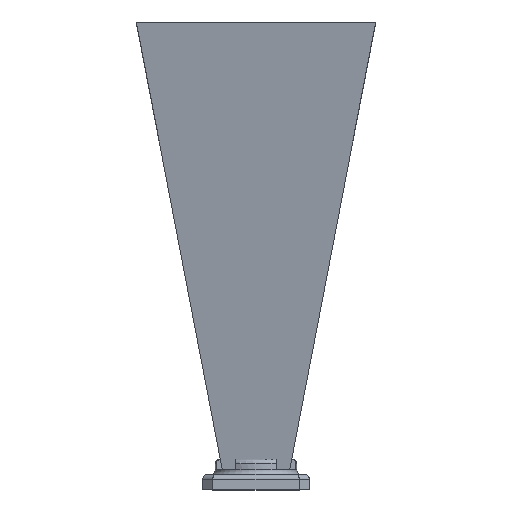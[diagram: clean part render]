
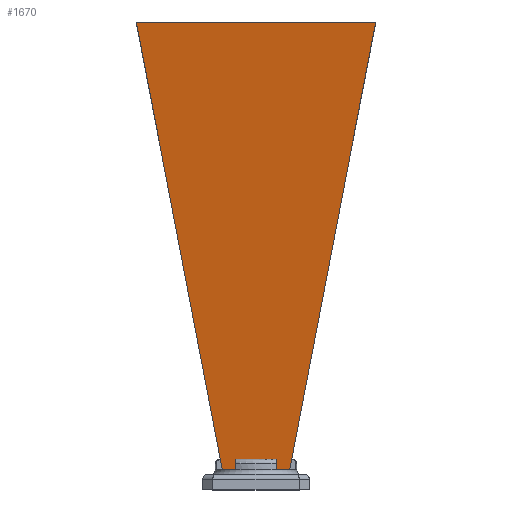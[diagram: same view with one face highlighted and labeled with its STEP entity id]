
A CAD part, top view. The second image highlights one B-rep face of the part: STEP entity #1670.
In plain terms, the highlighted planar face has unit normal (0, -0.16, 0.987).
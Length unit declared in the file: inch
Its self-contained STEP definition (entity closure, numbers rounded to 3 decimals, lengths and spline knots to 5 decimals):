
#8 = VERTEX_POINT ( 'NONE', #458 ) ;
#13 = EDGE_CURVE ( 'NONE', #1968, #1863, #1345, .T. ) ;
#20 = EDGE_CURVE ( 'NONE', #1350, #199, #2066, .T. ) ;
#57 = CARTESIAN_POINT ( 'NONE',  ( -1.47009, 5.74004, 1.119 ) ) ;
#59 = ORIENTED_EDGE ( 'NONE', *, *, #1775, .T. ) ;
#72 = CARTESIAN_POINT ( 'NONE',  ( 0.54797, 0.25, 0.22886 ) ) ;
#125 = CARTESIAN_POINT ( 'NONE',  ( 0.41489, 0.25, 0.22886 ) ) ;
#131 = PLANE ( 'NONE',  #606 ) ;
#150 = ORIENTED_EDGE ( 'NONE', *, *, #20, .T. ) ;
#178 = ORIENTED_EDGE ( 'NONE', *, *, #1174, .F. ) ;
#183 = VECTOR ( 'NONE', #2194, 39.37008 ) ;
#199 = VERTEX_POINT ( 'NONE', #1346 ) ;
#377 = VECTOR ( 'NONE', #926, 39.37008 ) ;
#443 = ORIENTED_EDGE ( 'NONE', *, *, #1683, .T. ) ;
#458 = CARTESIAN_POINT ( 'NONE',  ( 0.251, 0.375, 0.24913 ) ) ;
#482 = EDGE_CURVE ( 'NONE', #1863, #722, #1928, .T. ) ;
#484 = CARTESIAN_POINT ( 'NONE',  ( -0.251, 0.25, 0.22886 ) ) ;
#489 = VECTOR ( 'NONE', #1075, 39.37008 ) ;
#510 = LINE ( 'NONE', #72, #2242 ) ;
#533 = VECTOR ( 'NONE', #1057, 39.37008 ) ;
#606 = AXIS2_PLACEMENT_3D ( 'NONE', #1502, #1307, #1000 ) ;
#630 = DIRECTION ( 'NONE',  ( -1., 0., 0. ) ) ;
#707 = EDGE_CURVE ( 'NONE', #1802, #8, #1572, .T. ) ;
#722 = VERTEX_POINT ( 'NONE', #57 ) ;
#854 = CARTESIAN_POINT ( 'NONE',  ( -0.41489, 0.25, 0.22886 ) ) ;
#858 = FACE_OUTER_BOUND ( 'NONE', #924, .T. ) ;
#874 = CARTESIAN_POINT ( 'NONE',  ( -0.251, 0.20037, 0.22081 ) ) ;
#881 = LINE ( 'NONE', #874, #533 ) ;
#903 = CARTESIAN_POINT ( 'NONE',  ( -0.251, 0.25, 0.22886 ) ) ;
#908 = VECTOR ( 'NONE', #630, 39.37008 ) ;
#924 = EDGE_LOOP ( 'NONE', ( #1406, #1578, #1524, #59, #1748, #178, #150, #443 ) ) ;
#926 = DIRECTION ( 'NONE',  ( -0.186, 0.97, 0.157 ) ) ;
#1000 = DIRECTION ( 'NONE',  ( 0., -0.987, -0.16 ) ) ;
#1035 = VECTOR ( 'NONE', #1183, 39.37008 ) ;
#1057 = DIRECTION ( 'NONE',  ( 0., -0.987, -0.16 ) ) ;
#1075 = DIRECTION ( 'NONE',  ( 0., 0.987, 0.16 ) ) ;
#1113 = CARTESIAN_POINT ( 'NONE',  ( -0.95827, 0.375, 0.24913 ) ) ;
#1139 = VECTOR ( 'NONE', #1686, 39.37008 ) ;
#1165 = CARTESIAN_POINT ( 'NONE',  ( 6.63494, 5.74004, 1.119 ) ) ;
#1174 = EDGE_CURVE ( 'NONE', #1350, #1802, #510, .T. ) ;
#1183 = DIRECTION ( 'NONE',  ( -1., 0., 0. ) ) ;
#1237 = CARTESIAN_POINT ( 'NONE',  ( 0.251, 0.20037, 0.22081 ) ) ;
#1307 = DIRECTION ( 'NONE',  ( 0., -0.16, 0.987 ) ) ;
#1345 = LINE ( 'NONE', #484, #1035 ) ;
#1346 = CARTESIAN_POINT ( 'NONE',  ( 1.47009, 5.74004, 1.119 ) ) ;
#1350 = VERTEX_POINT ( 'NONE', #125 ) ;
#1393 = CARTESIAN_POINT ( 'NONE',  ( 0.251, 0.25, 0.22886 ) ) ;
#1406 = ORIENTED_EDGE ( 'NONE', *, *, #482, .F. ) ;
#1502 = CARTESIAN_POINT ( 'NONE',  ( 6.63494, -0.02975, 0.1835 ) ) ;
#1524 = ORIENTED_EDGE ( 'NONE', *, *, #1878, .F. ) ;
#1560 = LINE ( 'NONE', #1165, #908 ) ;
#1572 = LINE ( 'NONE', #1237, #489 ) ;
#1578 = ORIENTED_EDGE ( 'NONE', *, *, #13, .F. ) ;
#1670 = ADVANCED_FACE ( 'NONE', ( #858 ), #131, .T. ) ;
#1679 = LINE ( 'NONE', #1113, #183 ) ;
#1683 = EDGE_CURVE ( 'NONE', #199, #722, #1560, .T. ) ;
#1685 = CARTESIAN_POINT ( 'NONE',  ( -0.251, 0.375, 0.24913 ) ) ;
#1686 = DIRECTION ( 'NONE',  ( 0.186, 0.97, 0.157 ) ) ;
#1748 = ORIENTED_EDGE ( 'NONE', *, *, #707, .F. ) ;
#1775 = EDGE_CURVE ( 'NONE', #2180, #8, #1679, .T. ) ;
#1802 = VERTEX_POINT ( 'NONE', #1393 ) ;
#1863 = VERTEX_POINT ( 'NONE', #854 ) ;
#1878 = EDGE_CURVE ( 'NONE', #2180, #1968, #881, .T. ) ;
#1928 = LINE ( 'NONE', #1972, #377 ) ;
#1968 = VERTEX_POINT ( 'NONE', #903 ) ;
#1972 = CARTESIAN_POINT ( 'NONE',  ( -0.5791, 1.10438, 0.36739 ) ) ;
#2053 = CARTESIAN_POINT ( 'NONE',  ( 0.5791, 1.10438, 0.36739 ) ) ;
#2066 = LINE ( 'NONE', #2053, #1139 ) ;
#2153 = DIRECTION ( 'NONE',  ( -1., 0., 0. ) ) ;
#2180 = VERTEX_POINT ( 'NONE', #1685 ) ;
#2194 = DIRECTION ( 'NONE',  ( 1., 0., 0. ) ) ;
#2242 = VECTOR ( 'NONE', #2153, 39.37008 ) ;
